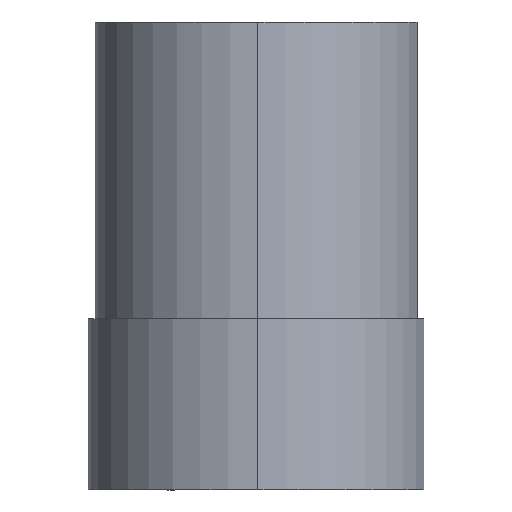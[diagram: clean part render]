
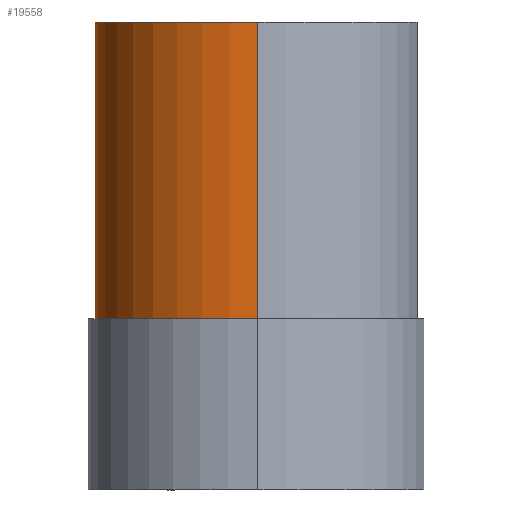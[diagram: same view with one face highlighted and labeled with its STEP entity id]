
A CAD part, left-side view. The second image highlights one B-rep face of the part: STEP entity #19558.
In plain terms, the highlighted cylindrical face has radius 5.7 mm (diameter 11.4 mm), a partial arc.
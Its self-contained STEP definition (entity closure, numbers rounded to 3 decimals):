
#1034 = CYLINDRICAL_SURFACE ( 'NONE', #9268, 5.7 ) ;
#1896 = VERTEX_POINT ( 'NONE', #12838 ) ;
#1897 = CARTESIAN_POINT ( 'NONE',  ( 5.7, 0., 10.4 ) ) ;
#2241 = LINE ( 'NONE', #5309, #19520 ) ;
#2346 = CIRCLE ( 'NONE', #21582, 5.7 ) ;
#2492 = VECTOR ( 'NONE', #20751, 1000. ) ;
#3291 = CARTESIAN_POINT ( 'NONE',  ( -5.7, 0., 0. ) ) ;
#3719 = ORIENTED_EDGE ( 'NONE', *, *, #18892, .T. ) ;
#4179 = CARTESIAN_POINT ( 'NONE',  ( 5.7, 0., 0. ) ) ;
#5309 = CARTESIAN_POINT ( 'NONE',  ( -5.7, 0., 10.4 ) ) ;
#5604 = CARTESIAN_POINT ( 'NONE',  ( 5.7, 0., 10.4 ) ) ;
#6109 = VERTEX_POINT ( 'NONE', #4179 ) ;
#6452 = DIRECTION ( 'NONE',  ( 1., 0., 0. ) ) ;
#6528 = DIRECTION ( 'NONE',  ( 0., 0., 1. ) ) ;
#7459 = DIRECTION ( 'NONE',  ( 1., 0., 0. ) ) ;
#8259 = AXIS2_PLACEMENT_3D ( 'NONE', #9783, #6528, #6452 ) ;
#8537 = EDGE_CURVE ( 'NONE', #11535, #1896, #2346, .T. ) ;
#9268 = AXIS2_PLACEMENT_3D ( 'NONE', #19615, #16000, #9278 ) ;
#9278 = DIRECTION ( 'NONE',  ( -1., 0., 0. ) ) ;
#9669 = VERTEX_POINT ( 'NONE', #3291 ) ;
#9783 = CARTESIAN_POINT ( 'NONE',  ( 0., 0., 0. ) ) ;
#10372 = ORIENTED_EDGE ( 'NONE', *, *, #11419, .F. ) ;
#11419 = EDGE_CURVE ( 'NONE', #1896, #9669, #2241, .T. ) ;
#11535 = VERTEX_POINT ( 'NONE', #5604 ) ;
#12838 = CARTESIAN_POINT ( 'NONE',  ( -5.7, 0., 10.4 ) ) ;
#13038 = LINE ( 'NONE', #1897, #2492 ) ;
#16000 = DIRECTION ( 'NONE',  ( 0., 0., -1. ) ) ;
#16208 = DIRECTION ( 'NONE',  ( 0., 0., 1. ) ) ;
#16901 = EDGE_LOOP ( 'NONE', ( #21429, #21716, #3719, #10372 ) ) ;
#18892 = EDGE_CURVE ( 'NONE', #6109, #9669, #21833, .T. ) ;
#18919 = DIRECTION ( 'NONE',  ( 0., 0., -1. ) ) ;
#19520 = VECTOR ( 'NONE', #18919, 1000. ) ;
#19558 = ADVANCED_FACE ( 'NONE', ( #19934 ), #1034, .T. ) ;
#19615 = CARTESIAN_POINT ( 'NONE',  ( 0., 0., 10.4 ) ) ;
#19759 = CARTESIAN_POINT ( 'NONE',  ( 0., 0., 10.4 ) ) ;
#19934 = FACE_OUTER_BOUND ( 'NONE', #16901, .T. ) ;
#20751 = DIRECTION ( 'NONE',  ( 0., 0., -1. ) ) ;
#21079 = EDGE_CURVE ( 'NONE', #11535, #6109, #13038, .T. ) ;
#21429 = ORIENTED_EDGE ( 'NONE', *, *, #8537, .F. ) ;
#21582 = AXIS2_PLACEMENT_3D ( 'NONE', #19759, #16208, #7459 ) ;
#21716 = ORIENTED_EDGE ( 'NONE', *, *, #21079, .T. ) ;
#21833 = CIRCLE ( 'NONE', #8259, 5.7 ) ;
